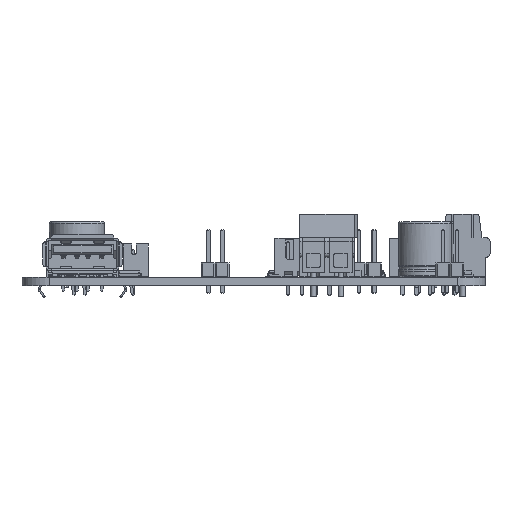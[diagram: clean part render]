
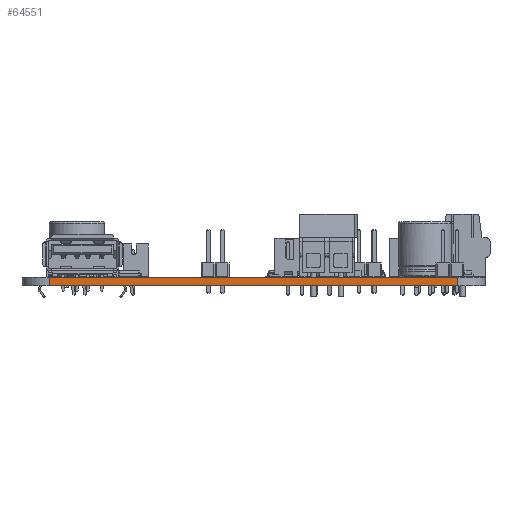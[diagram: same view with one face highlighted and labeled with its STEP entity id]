
A CAD part, front view. The second image highlights one B-rep face of the part: STEP entity #64551.
In plain terms, the highlighted planar face has unit normal (0, -1, 0).
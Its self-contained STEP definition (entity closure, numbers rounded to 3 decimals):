
#60106 = VERTEX_POINT('',#60107);
#60107 = CARTESIAN_POINT('',(117.686,-135.151,0.));
#60114 = EDGE_CURVE('',#60115,#60106,#60117,.T.);
#60115 = VERTEX_POINT('',#60116);
#60116 = CARTESIAN_POINT('',(191.938,-135.151,0.));
#60117 = LINE('',#60118,#60119);
#60118 = CARTESIAN_POINT('',(191.938,-135.151,0.));
#60119 = VECTOR('',#60120,1.);
#60120 = DIRECTION('',(-1.,0.,0.));
#62315 = VERTEX_POINT('',#62316);
#62316 = CARTESIAN_POINT('',(117.686,-135.151,1.6));
#62323 = EDGE_CURVE('',#62324,#62315,#62326,.T.);
#62324 = VERTEX_POINT('',#62325);
#62325 = CARTESIAN_POINT('',(191.938,-135.151,1.6));
#62326 = LINE('',#62327,#62328);
#62327 = CARTESIAN_POINT('',(191.938,-135.151,1.6));
#62328 = VECTOR('',#62329,1.);
#62329 = DIRECTION('',(-1.,0.,0.));
#64523 = EDGE_CURVE('',#60115,#62324,#64524,.T.);
#64524 = LINE('',#64525,#64526);
#64525 = CARTESIAN_POINT('',(191.938,-135.151,0.));
#64526 = VECTOR('',#64527,1.);
#64527 = DIRECTION('',(0.,0.,1.));
#64551 = ADVANCED_FACE('',(#64552),#64563,.T.);
#64552 = FACE_BOUND('',#64553,.T.);
#64553 = EDGE_LOOP('',(#64554,#64555,#64556,#64562));
#64554 = ORIENTED_EDGE('',*,*,#64523,.T.);
#64555 = ORIENTED_EDGE('',*,*,#62323,.T.);
#64556 = ORIENTED_EDGE('',*,*,#64557,.F.);
#64557 = EDGE_CURVE('',#60106,#62315,#64558,.T.);
#64558 = LINE('',#64559,#64560);
#64559 = CARTESIAN_POINT('',(117.686,-135.151,0.));
#64560 = VECTOR('',#64561,1.);
#64561 = DIRECTION('',(0.,0.,1.));
#64562 = ORIENTED_EDGE('',*,*,#60114,.F.);
#64563 = PLANE('',#64564);
#64564 = AXIS2_PLACEMENT_3D('',#64565,#64566,#64567);
#64565 = CARTESIAN_POINT('',(191.938,-135.151,0.));
#64566 = DIRECTION('',(0.,-1.,0.));
#64567 = DIRECTION('',(-1.,0.,0.));
